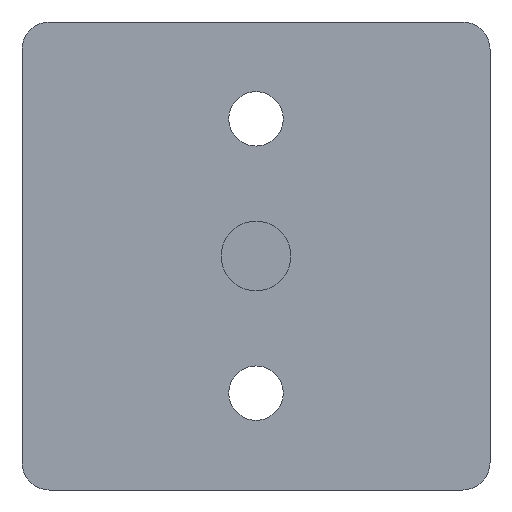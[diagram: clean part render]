
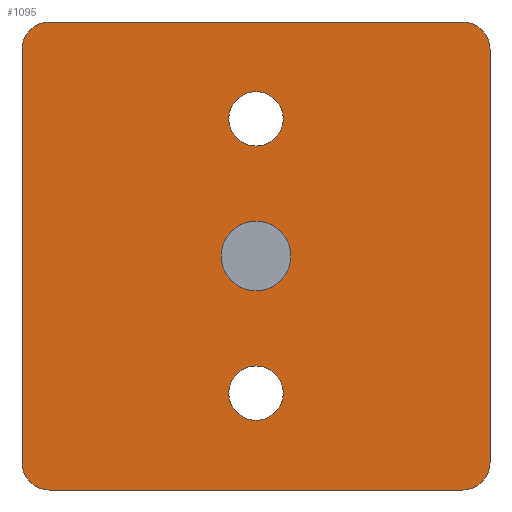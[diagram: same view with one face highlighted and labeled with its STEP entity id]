
A CAD part, front view. The second image highlights one B-rep face of the part: STEP entity #1095.
In plain terms, the highlighted planar face has unit normal (0, -1, 0).
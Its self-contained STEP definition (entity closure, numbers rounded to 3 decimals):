
#21=FACE_BOUND('',#168,.T.);
#22=FACE_BOUND('',#169,.T.);
#23=FACE_BOUND('',#170,.T.);
#41=PLANE('',#1190);
#101=FACE_OUTER_BOUND('',#167,.T.);
#167=EDGE_LOOP('',(#983,#984,#985,#986,#987,#988,#989,#990));
#168=EDGE_LOOP('',(#991));
#169=EDGE_LOOP('',(#992));
#170=EDGE_LOOP('',(#993));
#178=CIRCLE('',#1136,4.064);
#188=CIRCLE('',#1153,3.175);
#189=CIRCLE('',#1155,3.175);
#191=CIRCLE('',#1158,3.175);
#199=CIRCLE('',#1169,3.175);
#200=CIRCLE('',#1172,3.175);
#201=CIRCLE('',#1175,3.175);
#305=LINE('',#5030,#371);
#315=LINE('',#5066,#381);
#318=LINE('',#5074,#384);
#320=LINE('',#5080,#386);
#371=VECTOR('',#1355,10.);
#381=VECTOR('',#1387,10.);
#384=VECTOR('',#1396,10.);
#386=VECTOR('',#1404,10.);
#463=VERTEX_POINT('',#4977);
#474=VERTEX_POINT('',#5009);
#475=VERTEX_POINT('',#5013);
#478=VERTEX_POINT('',#5020);
#479=VERTEX_POINT('',#5022);
#481=VERTEX_POINT('',#5028);
#495=VERTEX_POINT('',#5060);
#496=VERTEX_POINT('',#5064);
#497=VERTEX_POINT('',#5068);
#498=VERTEX_POINT('',#5072);
#499=VERTEX_POINT('',#5076);
#604=EDGE_CURVE('',#463,#463,#178,.T.);
#619=EDGE_CURVE('',#474,#474,#188,.T.);
#621=EDGE_CURVE('',#475,#475,#189,.T.);
#624=EDGE_CURVE('',#478,#479,#191,.T.);
#628=EDGE_CURVE('',#481,#478,#305,.T.);
#644=EDGE_CURVE('',#495,#481,#199,.T.);
#646=EDGE_CURVE('',#496,#495,#315,.T.);
#648=EDGE_CURVE('',#497,#496,#200,.T.);
#650=EDGE_CURVE('',#498,#497,#318,.T.);
#652=EDGE_CURVE('',#499,#498,#201,.T.);
#653=EDGE_CURVE('',#479,#499,#320,.T.);
#983=ORIENTED_EDGE('',*,*,#624,.F.);
#984=ORIENTED_EDGE('',*,*,#628,.F.);
#985=ORIENTED_EDGE('',*,*,#644,.F.);
#986=ORIENTED_EDGE('',*,*,#646,.F.);
#987=ORIENTED_EDGE('',*,*,#648,.F.);
#988=ORIENTED_EDGE('',*,*,#650,.F.);
#989=ORIENTED_EDGE('',*,*,#652,.F.);
#990=ORIENTED_EDGE('',*,*,#653,.F.);
#991=ORIENTED_EDGE('',*,*,#604,.T.);
#992=ORIENTED_EDGE('',*,*,#619,.T.);
#993=ORIENTED_EDGE('',*,*,#621,.T.);
#1095=ADVANCED_FACE('',(#101,#21,#22,#23),#41,.F.);
#1136=AXIS2_PLACEMENT_3D('',#4978,#1297,#1298);
#1153=AXIS2_PLACEMENT_3D('',#5011,#1336,#1337);
#1155=AXIS2_PLACEMENT_3D('',#5015,#1341,#1342);
#1158=AXIS2_PLACEMENT_3D('',#5023,#1348,#1349);
#1169=AXIS2_PLACEMENT_3D('',#5062,#1382,#1383);
#1172=AXIS2_PLACEMENT_3D('',#5070,#1391,#1392);
#1175=AXIS2_PLACEMENT_3D('',#5078,#1400,#1401);
#1190=AXIS2_PLACEMENT_3D('',#5114,#1443,#1444);
#1297=DIRECTION('center_axis',(0.,1.,0.));
#1298=DIRECTION('ref_axis',(1.,0.,0.));
#1336=DIRECTION('center_axis',(0.,1.,0.));
#1337=DIRECTION('ref_axis',(0.,0.,1.));
#1341=DIRECTION('center_axis',(0.,1.,0.));
#1342=DIRECTION('ref_axis',(0.,0.,1.));
#1348=DIRECTION('center_axis',(0.,1.,0.));
#1349=DIRECTION('ref_axis',(-0.707,0.,0.707));
#1355=DIRECTION('',(0.,0.,1.));
#1382=DIRECTION('center_axis',(0.,1.,0.));
#1383=DIRECTION('ref_axis',(-0.707,0.,-0.707));
#1387=DIRECTION('',(-1.,0.,0.));
#1391=DIRECTION('center_axis',(0.,1.,0.));
#1392=DIRECTION('ref_axis',(0.707,0.,-0.707));
#1396=DIRECTION('',(0.,0.,-1.));
#1400=DIRECTION('center_axis',(0.,1.,0.));
#1401=DIRECTION('ref_axis',(0.707,0.,0.707));
#1404=DIRECTION('',(1.,0.,0.));
#1443=DIRECTION('center_axis',(0.,1.,0.));
#1444=DIRECTION('ref_axis',(1.,0.,0.));
#4977=CARTESIAN_POINT('',(-4.064,0.,0.));
#4978=CARTESIAN_POINT('Origin',(0.,0.,0.));
#5009=CARTESIAN_POINT('',(0.,0.,-19.177));
#5011=CARTESIAN_POINT('Origin',(0.,0.,-16.002));
#5013=CARTESIAN_POINT('',(0.,0.,12.827));
#5015=CARTESIAN_POINT('Origin',(0.,0.,16.002));
#5020=CARTESIAN_POINT('',(-27.305,0.,24.13));
#5022=CARTESIAN_POINT('',(-24.13,0.,27.305));
#5023=CARTESIAN_POINT('Origin',(-24.13,0.,24.13));
#5028=CARTESIAN_POINT('',(-27.305,0.,-24.13));
#5030=CARTESIAN_POINT('',(-27.305,0.,-27.305));
#5060=CARTESIAN_POINT('',(-24.13,0.,-27.305));
#5062=CARTESIAN_POINT('Origin',(-24.13,0.,-24.13));
#5064=CARTESIAN_POINT('',(24.13,0.,-27.305));
#5066=CARTESIAN_POINT('',(27.305,0.,-27.305));
#5068=CARTESIAN_POINT('',(27.305,0.,-24.13));
#5070=CARTESIAN_POINT('Origin',(24.13,0.,-24.13));
#5072=CARTESIAN_POINT('',(27.305,0.,24.13));
#5074=CARTESIAN_POINT('',(27.305,0.,27.305));
#5076=CARTESIAN_POINT('',(24.13,0.,27.305));
#5078=CARTESIAN_POINT('Origin',(24.13,0.,24.13));
#5080=CARTESIAN_POINT('',(-27.305,0.,27.305));
#5114=CARTESIAN_POINT('Origin',(0.,0.,0.));
